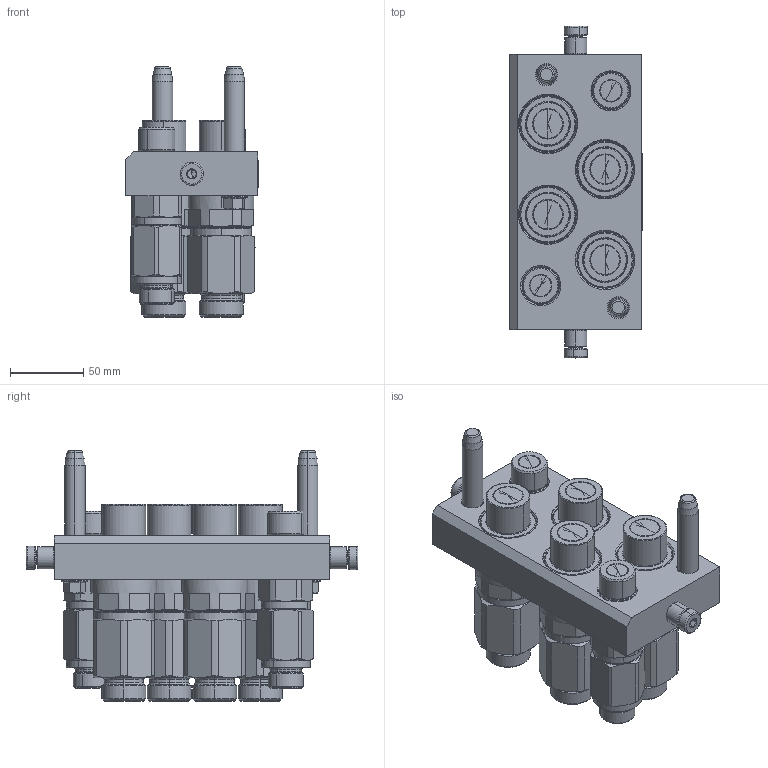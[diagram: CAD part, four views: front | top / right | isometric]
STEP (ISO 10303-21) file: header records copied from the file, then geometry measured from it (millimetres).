
FILE_DESCRIPTION (( 'STEP AP214' ), '1' );
FILE_NAME ('FASTER.step', '2021-11-18T12:26:26', ( '' ), ( '' ), 'SwSTEP 2.0', 'SolidWorks 2017', '' );
FILE_SCHEMA (( 'AUTOMOTIVE_DESIGN' ));
Length unit declared in the file: millimetre
Products named in the file (12): 4830_013_3000_030; 4830_028_1000_011.prt; 3ffnp34_3_302m; 4830_021_1000_000.prt; FASTER; 3ffnp12-3_24m; P6I_M_BASE; et002; 4850_010_8000_000.prt; 1540_080_0008_000.prt
Assembly tree (19 placements, depth 3):
  FASTER
    P6I_M_BASE
      4850_010_8000_000.prt
      4830_021_1000_000.prt  x2
      4830_028_1000_011.prt  x2
      1540_080_0008_000.prt  x2
      4830_013_3000_030  x2
    3ffnp34_3_302m  x4
      3ffnp34_3_302m
    3ffnp12-3_24m  x2
      3ffnp12-3_24m
    et002
Bounding box: 90.3 x 226.6 x 170.75 mm (x, y, z)
Volume: 2473.8 mm3; surface area: 213196.2 mm2
Topology: 3 solids, 74 shells, 2461 faces, 7581 edges, 5014 vertices
Faces by surface type: plane 1273, cylinder 426, cone 416, bspline 210, torus 136
Entity records: 55386 total; most frequent: CARTESIAN_POINT 15605, ORIENTED_EDGE 6920, DIRECTION 6441, EDGE_CURVE 3772, VERTEX_POINT 2483, VECTOR 2315, LINE 2315, AXIS2_PLACEMENT_3D 2063
